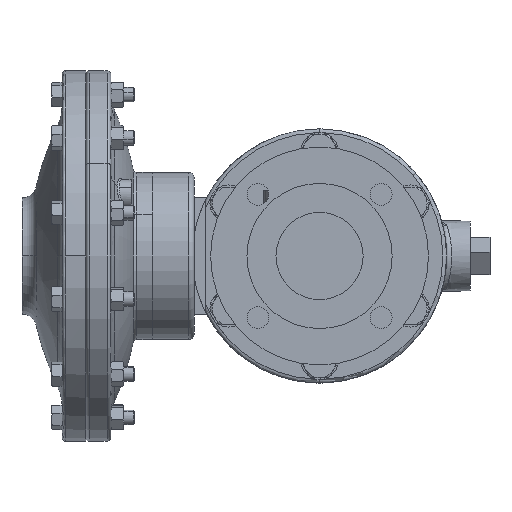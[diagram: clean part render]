
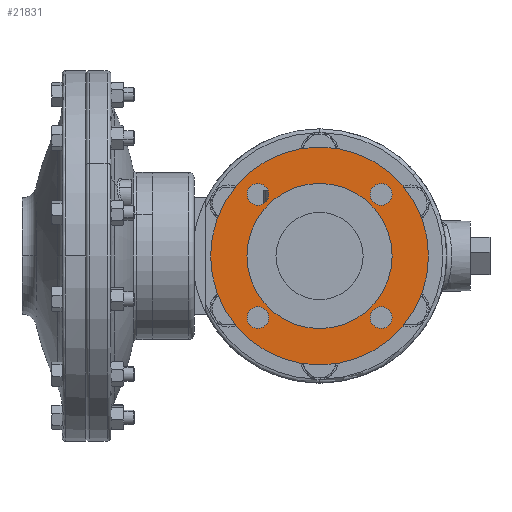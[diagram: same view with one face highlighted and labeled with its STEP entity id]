
A CAD part, left-side view. The second image highlights one B-rep face of the part: STEP entity #21831.
In plain terms, the highlighted planar face has unit normal (-1, 0, 0).
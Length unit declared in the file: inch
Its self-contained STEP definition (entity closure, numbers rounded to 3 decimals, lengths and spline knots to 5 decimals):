
#150 = CARTESIAN_POINT ( 'NONE',  ( -7.16, 2.12132, 2.49632 ) ) ;
#303 = AXIS2_PLACEMENT_3D ( 'NONE', #18195, #2060, #20879 ) ;
#1013 = CIRCLE ( 'NONE', #15083, 0.375 ) ;
#2020 = ORIENTED_EDGE ( 'NONE', *, *, #11801, .T. ) ;
#2060 = DIRECTION ( 'NONE',  ( -1., 0., 0. ) ) ;
#2113 = FACE_BOUND ( 'NONE', #4286, .T. ) ;
#2966 = FACE_BOUND ( 'NONE', #14514, .T. ) ;
#3145 = CIRCLE ( 'NONE', #3654, 3.75 ) ;
#3267 = EDGE_LOOP ( 'NONE', ( #19437, #29155 ) ) ;
#3501 = DIRECTION ( 'NONE',  ( 1., 0., 0. ) ) ;
#3595 = CARTESIAN_POINT ( 'NONE',  ( -7.16, 2.12132, -2.49632 ) ) ;
#3654 = AXIS2_PLACEMENT_3D ( 'NONE', #30746, #14700, #33454 ) ;
#4286 = EDGE_LOOP ( 'NONE', ( #15562, #13571 ) ) ;
#5675 = VERTEX_POINT ( 'NONE', #11032 ) ;
#5902 = DIRECTION ( 'NONE',  ( -1., 0., 0. ) ) ;
#6228 = CIRCLE ( 'NONE', #33464, 0.375 ) ;
#6367 = ORIENTED_EDGE ( 'NONE', *, *, #24627, .F. ) ;
#6699 = CARTESIAN_POINT ( 'NONE',  ( -7.16, -3.75, 0. ) ) ;
#7138 = VERTEX_POINT ( 'NONE', #18269 ) ;
#7167 = CIRCLE ( 'NONE', #303, 0.375 ) ;
#7272 = DIRECTION ( 'NONE',  ( -1., 0., 0. ) ) ;
#8141 = CARTESIAN_POINT ( 'NONE',  ( -7.16, 0., 0. ) ) ;
#8560 = DIRECTION ( 'NONE',  ( -1., 0., 0. ) ) ;
#8977 = ORIENTED_EDGE ( 'NONE', *, *, #25971, .F. ) ;
#9301 = FACE_BOUND ( 'NONE', #26097, .T. ) ;
#9914 = EDGE_CURVE ( 'NONE', #20183, #19538, #3145, .T. ) ;
#10410 = EDGE_CURVE ( 'NONE', #27147, #22168, #1013, .T. ) ;
#10763 = DIRECTION ( 'NONE',  ( -1., 0., 0. ) ) ;
#10851 = DIRECTION ( 'NONE',  ( 0., 0., -1. ) ) ;
#11032 = CARTESIAN_POINT ( 'NONE',  ( -7.16, 2.12132, -1.74632 ) ) ;
#11608 = CARTESIAN_POINT ( 'NONE',  ( -7.16, -2.12132, -2.12132 ) ) ;
#11648 = VERTEX_POINT ( 'NONE', #150 ) ;
#11801 = EDGE_CURVE ( 'NONE', #25895, #28575, #30874, .T. ) ;
#12016 = DIRECTION ( 'NONE',  ( -1., 0., 0. ) ) ;
#12116 = DIRECTION ( 'NONE',  ( 0., 0., -1. ) ) ;
#12159 = EDGE_LOOP ( 'NONE', ( #27120, #2020 ) ) ;
#12674 = CIRCLE ( 'NONE', #27565, 2.5 ) ;
#13214 = AXIS2_PLACEMENT_3D ( 'NONE', #28084, #12016, #30764 ) ;
#13330 = CIRCLE ( 'NONE', #30103, 0.375 ) ;
#13378 = AXIS2_PLACEMENT_3D ( 'NONE', #13455, #32222, #16161 ) ;
#13455 = CARTESIAN_POINT ( 'NONE',  ( -7.16, 2.12132, 2.12132 ) ) ;
#13571 = ORIENTED_EDGE ( 'NONE', *, *, #22276, .F. ) ;
#13638 = CIRCLE ( 'NONE', #14253, 0.375 ) ;
#14253 = AXIS2_PLACEMENT_3D ( 'NONE', #24670, #8560, #27358 ) ;
#14302 = DIRECTION ( 'NONE',  ( 0., 0., -1. ) ) ;
#14407 = CARTESIAN_POINT ( 'NONE',  ( -7.16, 0., 0. ) ) ;
#14514 = EDGE_LOOP ( 'NONE', ( #18179, #6367 ) ) ;
#14700 = DIRECTION ( 'NONE',  ( 1., 0., 0. ) ) ;
#15083 = AXIS2_PLACEMENT_3D ( 'NONE', #11608, #30340, #14302 ) ;
#15102 = CARTESIAN_POINT ( 'NONE',  ( -7.16, 0., 2.5 ) ) ;
#15562 = ORIENTED_EDGE ( 'NONE', *, *, #10410, .F. ) ;
#15605 = EDGE_CURVE ( 'NONE', #19538, #20183, #32797, .T. ) ;
#16161 = DIRECTION ( 'NONE',  ( 0., 0., 1. ) ) ;
#17112 = DIRECTION ( 'NONE',  ( 0., 0., -1. ) ) ;
#17273 = ORIENTED_EDGE ( 'NONE', *, *, #29841, .F. ) ;
#17301 = FACE_OUTER_BOUND ( 'NONE', #3267, .T. ) ;
#17644 = AXIS2_PLACEMENT_3D ( 'NONE', #23363, #7272, #26088 ) ;
#18179 = ORIENTED_EDGE ( 'NONE', *, *, #19465, .F. ) ;
#18195 = CARTESIAN_POINT ( 'NONE',  ( -7.16, -2.12132, -2.12132 ) ) ;
#18269 = CARTESIAN_POINT ( 'NONE',  ( -7.16, -2.12132, 2.49632 ) ) ;
#19040 = VERTEX_POINT ( 'NONE', #19406 ) ;
#19406 = CARTESIAN_POINT ( 'NONE',  ( -7.16, 2.12132, 1.74632 ) ) ;
#19437 = ORIENTED_EDGE ( 'NONE', *, *, #15605, .F. ) ;
#19465 = EDGE_CURVE ( 'NONE', #7138, #30515, #13638, .T. ) ;
#19472 = CARTESIAN_POINT ( 'NONE',  ( -7.16, 0., -3.75 ) ) ;
#19538 = VERTEX_POINT ( 'NONE', #19472 ) ;
#19625 = CARTESIAN_POINT ( 'NONE',  ( -7.16, 0., 0. ) ) ;
#19680 = AXIS2_PLACEMENT_3D ( 'NONE', #6699, #28187, #12116 ) ;
#20057 = EDGE_LOOP ( 'NONE', ( #17273, #34047 ) ) ;
#20183 = VERTEX_POINT ( 'NONE', #33009 ) ;
#20374 = EDGE_CURVE ( 'NONE', #5675, #30895, #30786, .T. ) ;
#20879 = DIRECTION ( 'NONE',  ( 0., 0., -1. ) ) ;
#21446 = CARTESIAN_POINT ( 'NONE',  ( -7.16, -2.12132, -2.49632 ) ) ;
#21616 = EDGE_CURVE ( 'NONE', #28575, #25895, #12674, .T. ) ;
#21831 = ADVANCED_FACE ( 'NONE', ( #9301, #2113, #2966, #31553, #17301, #29868 ), #25512, .F. ) ;
#21976 = CARTESIAN_POINT ( 'NONE',  ( -7.16, -2.12132, 2.12132 ) ) ;
#22099 = CARTESIAN_POINT ( 'NONE',  ( -7.16, 0., -2.5 ) ) ;
#22168 = VERTEX_POINT ( 'NONE', #21446 ) ;
#22276 = EDGE_CURVE ( 'NONE', #22168, #27147, #7167, .T. ) ;
#22301 = DIRECTION ( 'NONE',  ( 0., 0., -1. ) ) ;
#23363 = CARTESIAN_POINT ( 'NONE',  ( -7.16, 2.12132, -2.12132 ) ) ;
#24333 = AXIS2_PLACEMENT_3D ( 'NONE', #14407, #33168, #17112 ) ;
#24627 = EDGE_CURVE ( 'NONE', #30515, #7138, #6228, .T. ) ;
#24670 = CARTESIAN_POINT ( 'NONE',  ( -7.16, -2.12132, 2.12132 ) ) ;
#24712 = DIRECTION ( 'NONE',  ( 0., -1., 0. ) ) ;
#24791 = CARTESIAN_POINT ( 'NONE',  ( -7.16, -2.12132, 1.74632 ) ) ;
#25512 = PLANE ( 'NONE',  #19680 ) ;
#25895 = VERTEX_POINT ( 'NONE', #15102 ) ;
#25971 = EDGE_CURVE ( 'NONE', #30895, #5675, #13330, .T. ) ;
#26088 = DIRECTION ( 'NONE',  ( 0., 1., 0. ) ) ;
#26097 = EDGE_LOOP ( 'NONE', ( #34409, #8977 ) ) ;
#26457 = CIRCLE ( 'NONE', #13378, 0.375 ) ;
#26833 = CARTESIAN_POINT ( 'NONE',  ( -7.16, 2.12132, -2.12132 ) ) ;
#26930 = DIRECTION ( 'NONE',  ( 1., 0., 0. ) ) ;
#27120 = ORIENTED_EDGE ( 'NONE', *, *, #21616, .T. ) ;
#27147 = VERTEX_POINT ( 'NONE', #34081 ) ;
#27358 = DIRECTION ( 'NONE',  ( 0., -1., 0. ) ) ;
#27565 = AXIS2_PLACEMENT_3D ( 'NONE', #8141, #26930, #10851 ) ;
#28084 = CARTESIAN_POINT ( 'NONE',  ( -7.16, 2.12132, 2.12132 ) ) ;
#28187 = DIRECTION ( 'NONE',  ( 1., 0., 0. ) ) ;
#28575 = VERTEX_POINT ( 'NONE', #22099 ) ;
#29155 = ORIENTED_EDGE ( 'NONE', *, *, #9914, .F. ) ;
#29502 = DIRECTION ( 'NONE',  ( 0., 1., 0. ) ) ;
#29841 = EDGE_CURVE ( 'NONE', #11648, #19040, #26457, .T. ) ;
#29868 = FACE_BOUND ( 'NONE', #12159, .T. ) ;
#30103 = AXIS2_PLACEMENT_3D ( 'NONE', #26833, #10763, #29502 ) ;
#30340 = DIRECTION ( 'NONE',  ( -1., 0., 0. ) ) ;
#30515 = VERTEX_POINT ( 'NONE', #24791 ) ;
#30746 = CARTESIAN_POINT ( 'NONE',  ( -7.16, 0., 0. ) ) ;
#30764 = DIRECTION ( 'NONE',  ( 0., 0., 1. ) ) ;
#30786 = CIRCLE ( 'NONE', #17644, 0.375 ) ;
#30874 = CIRCLE ( 'NONE', #24333, 2.5 ) ;
#30895 = VERTEX_POINT ( 'NONE', #3595 ) ;
#31553 = FACE_BOUND ( 'NONE', #20057, .T. ) ;
#32222 = DIRECTION ( 'NONE',  ( -1., 0., 0. ) ) ;
#32248 = CIRCLE ( 'NONE', #13214, 0.375 ) ;
#32488 = AXIS2_PLACEMENT_3D ( 'NONE', #19625, #3501, #22301 ) ;
#32797 = CIRCLE ( 'NONE', #32488, 3.75 ) ;
#33009 = CARTESIAN_POINT ( 'NONE',  ( -7.16, 0., 3.75 ) ) ;
#33048 = EDGE_CURVE ( 'NONE', #19040, #11648, #32248, .T. ) ;
#33168 = DIRECTION ( 'NONE',  ( 1., 0., 0. ) ) ;
#33454 = DIRECTION ( 'NONE',  ( 0., 0., -1. ) ) ;
#33464 = AXIS2_PLACEMENT_3D ( 'NONE', #21976, #5902, #24712 ) ;
#34047 = ORIENTED_EDGE ( 'NONE', *, *, #33048, .F. ) ;
#34081 = CARTESIAN_POINT ( 'NONE',  ( -7.16, -2.12132, -1.74632 ) ) ;
#34409 = ORIENTED_EDGE ( 'NONE', *, *, #20374, .F. ) ;
